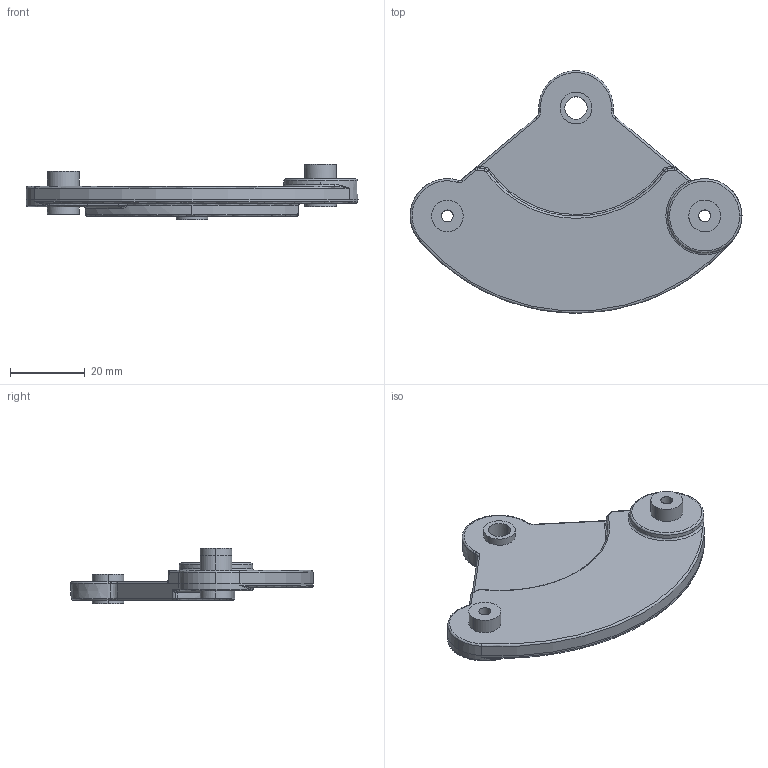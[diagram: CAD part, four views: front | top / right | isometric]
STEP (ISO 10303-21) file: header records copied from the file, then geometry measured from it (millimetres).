
FILE_DESCRIPTION(('FreeCAD Model'),'2;1');
FILE_NAME('Open CASCADE Shape Model','2024-08-05T16:11:47',('Author'),( ''),'Open CASCADE STEP processor 7.6','FreeCAD','Unknown');
FILE_SCHEMA(('AUTOMOTIVE_DESIGN { 1 0 10303 214 1 1 1 1 }'));
Length unit declared in the file: millimetre
Products named in the file (1): 2205006600--2021010001_9___
Bounding box: 88.94 x 65 x 15 mm (x, y, z)
Volume: 18310.6 mm3; surface area: 9158.7 mm2
Topology: 1 solids, 1 shells, 191 faces, 466 edges, 283 vertices
Faces by surface type: bspline 68, cylinder 62, plane 38, cone 22, torus 1
Entity records: 9456 total; most frequent: CARTESIAN_POINT 5597, ORIENTED_EDGE 916, DIRECTION 625, EDGE_CURVE 458, VERTEX_POINT 283, AXIS2_PLACEMENT_3D 243, FACE_BOUND 211, EDGE_LOOP 211
